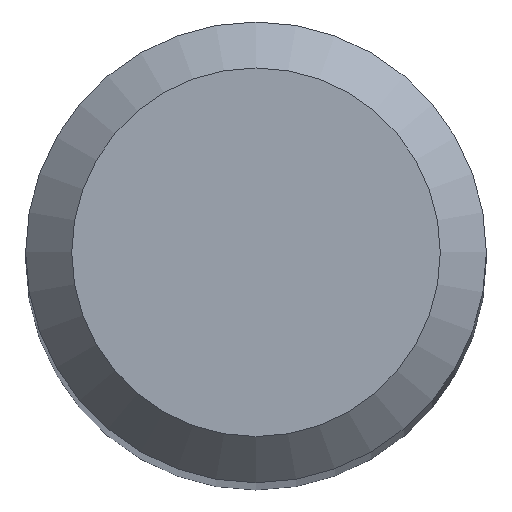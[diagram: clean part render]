
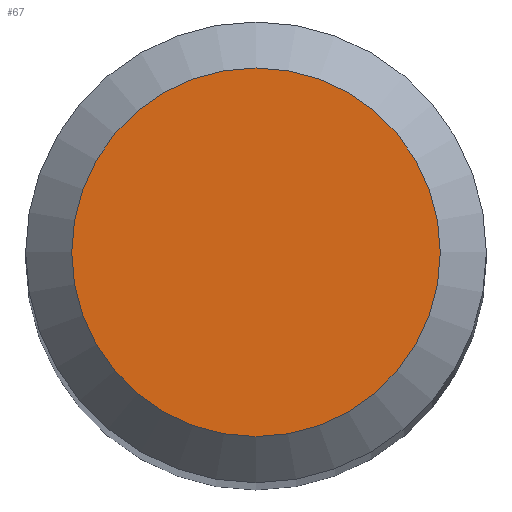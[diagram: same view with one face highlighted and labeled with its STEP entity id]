
A CAD part, top view. The second image highlights one B-rep face of the part: STEP entity #67.
In plain terms, the highlighted planar face has unit normal (0, 0, 1).
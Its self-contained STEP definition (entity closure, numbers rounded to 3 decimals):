
#12 = CARTESIAN_POINT ( 'NONE',  ( 0., 1.2, 38. ) ) ;
#13 = AXIS2_PLACEMENT_3D ( 'NONE', #12, #136, #73 ) ;
#25 = EDGE_CURVE ( 'NONE', #42, #42, #183, .T. ) ;
#33 = PLANE ( 'NONE',  #13 ) ;
#35 = DIRECTION ( 'NONE',  ( 0., 0., 1. ) ) ;
#41 = AXIS2_PLACEMENT_3D ( 'NONE', #118, #35, #203 ) ;
#42 = VERTEX_POINT ( 'NONE', #57 ) ;
#57 = CARTESIAN_POINT ( 'NONE',  ( 1.2, 0., 38. ) ) ;
#67 = ADVANCED_FACE ( 'NONE', ( #88 ), #33, .F. ) ;
#73 = DIRECTION ( 'NONE',  ( -1., 0., 0. ) ) ;
#88 = FACE_OUTER_BOUND ( 'NONE', #240, .T. ) ;
#118 = CARTESIAN_POINT ( 'NONE',  ( 0., 0., 38. ) ) ;
#136 = DIRECTION ( 'NONE',  ( 0., 0., -1. ) ) ;
#152 = ORIENTED_EDGE ( 'NONE', *, *, #25, .T. ) ;
#183 = CIRCLE ( 'NONE', #41, 1.2 ) ;
#203 = DIRECTION ( 'NONE',  ( 1., 0., 0. ) ) ;
#240 = EDGE_LOOP ( 'NONE', ( #152 ) ) ;
